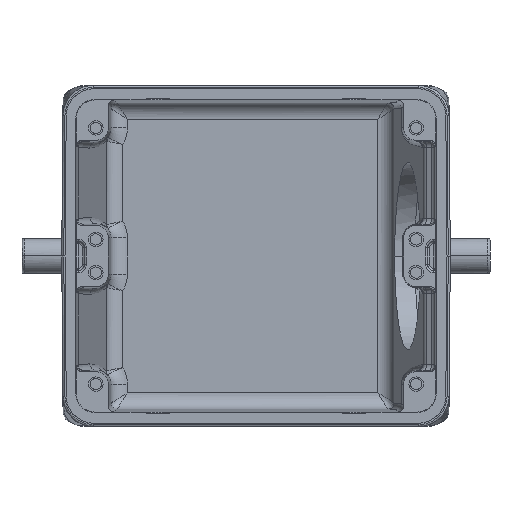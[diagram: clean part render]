
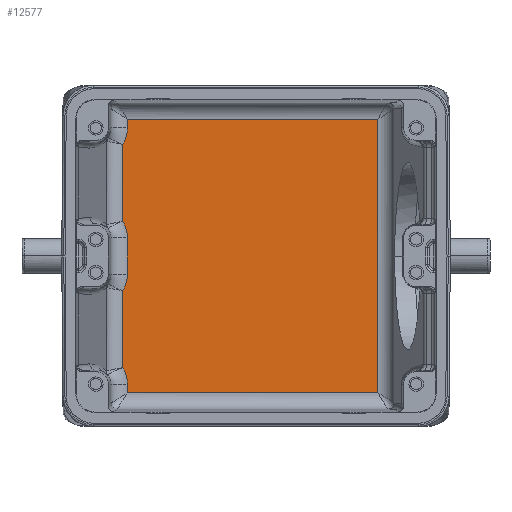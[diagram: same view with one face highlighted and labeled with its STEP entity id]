
A CAD part, front view. The second image highlights one B-rep face of the part: STEP entity #12577.
In plain terms, the highlighted planar face has unit normal (0, -1, 0).
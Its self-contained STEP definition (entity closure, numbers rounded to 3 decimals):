
#2848=DIRECTION('',(0.,0.,-1.));
#2849=VECTOR('',#2848,8.8);
#2850=CARTESIAN_POINT('',(-31.104,40.,4.4));
#2851=LINE('',#2850,#2849);
#3279=DIRECTION('',(1.,0.,0.));
#3280=VECTOR('',#3279,60.552);
#3281=CARTESIAN_POINT('',(-31.104,40.,-33.104));
#3282=LINE('',#3281,#3280);
#3314=DIRECTION('',(0.,0.,-1.));
#3315=VECTOR('',#3314,2.104);
#3316=CARTESIAN_POINT('',(-31.104,40.,-31.));
#3317=LINE('',#3316,#3315);
#3385=DIRECTION('',(0.,0.,-1.));
#3386=VECTOR('',#3385,18.63);
#3387=CARTESIAN_POINT('',(-32.225,40.,-8.385));
#3388=LINE('',#3387,#3386);
#3389=CARTESIAN_POINT('',(-38.75,40.,-31.));
#3390=DIRECTION('',(0.,-1.,0.));
#3391=DIRECTION('',(1.,0.,0.));
#3392=AXIS2_PLACEMENT_3D('',#3389,#3390,#3391);
#3394=CARTESIAN_POINT('',(-38.75,40.,-4.4));
#3395=DIRECTION('',(0.,-1.,0.));
#3396=DIRECTION('',(0.853,0.,-0.521));
#3397=AXIS2_PLACEMENT_3D('',#3394,#3395,#3396);
#3399=CARTESIAN_POINT('',(-38.75,40.,4.4));
#3400=DIRECTION('',(0.,-1.,0.));
#3401=DIRECTION('',(1.,0.,0.));
#3402=AXIS2_PLACEMENT_3D('',#3399,#3400,#3401);
#3404=CARTESIAN_POINT('',(-38.75,40.,31.));
#3405=DIRECTION('',(0.,-1.,0.));
#3406=DIRECTION('',(0.853,0.,-0.521));
#3407=AXIS2_PLACEMENT_3D('',#3404,#3405,#3406);
#3424=DIRECTION('',(-1.,0.,0.));
#3425=VECTOR('',#3424,60.552);
#3426=CARTESIAN_POINT('',(29.448,40.,33.104));
#3427=LINE('',#3426,#3425);
#3457=DIRECTION('',(0.,0.,1.));
#3458=VECTOR('',#3457,66.208);
#3459=CARTESIAN_POINT('',(29.448,40.,-33.104));
#3460=LINE('',#3459,#3458);
#3826=DIRECTION('',(0.,0.,-1.));
#3827=VECTOR('',#3826,2.104);
#3828=CARTESIAN_POINT('',(-31.104,40.,33.104));
#3829=LINE('',#3828,#3827);
#3863=CARTESIAN_POINT('',(-32.225,40.,27.015));
#3977=CARTESIAN_POINT('',(-32.225,40.,8.385));
#4001=DIRECTION('',(0.,0.,-1.));
#4002=VECTOR('',#4001,18.63);
#4003=CARTESIAN_POINT('',(-32.225,40.,27.015));
#4004=LINE('',#4003,#4002);
#7491=VERTEX_POINT('',#3863);
#7492=CARTESIAN_POINT('',(-31.104,40.,31.));
#7493=VERTEX_POINT('',#7492);
#7494=VERTEX_POINT('',#3977);
#7496=CARTESIAN_POINT('',(-31.104,40.,4.4));
#7497=VERTEX_POINT('',#7496);
#7498=CARTESIAN_POINT('',(29.448,40.,33.104));
#7499=CARTESIAN_POINT('',(-31.104,40.,33.104));
#7500=VERTEX_POINT('',#7498);
#7501=VERTEX_POINT('',#7499);
#7502=CARTESIAN_POINT('',(29.448,40.,-33.104));
#7503=VERTEX_POINT('',#7502);
#7504=CARTESIAN_POINT('',(-31.104,40.,-33.104));
#7505=VERTEX_POINT('',#7504);
#7506=CARTESIAN_POINT('',(-31.104,40.,-31.));
#7507=VERTEX_POINT('',#7506);
#7508=CARTESIAN_POINT('',(-32.225,40.,-27.015));
#7509=VERTEX_POINT('',#7508);
#7510=CARTESIAN_POINT('',(-32.225,40.,-8.385));
#7511=VERTEX_POINT('',#7510);
#7512=CARTESIAN_POINT('',(-31.104,40.,-4.4));
#7513=VERTEX_POINT('',#7512);
#12552=CARTESIAN_POINT('',(32.925,40.,-37.75));
#12553=DIRECTION('',(0.,1.,0.));
#12554=DIRECTION('',(-1.,0.,0.));
#12555=AXIS2_PLACEMENT_3D('',#12552,#12553,#12554);
#12556=PLANE('',#12555);
#12558=ORIENTED_EDGE('',*,*,#12557,.F.);
#12560=ORIENTED_EDGE('',*,*,#12559,.F.);
#12561=ORIENTED_EDGE('',*,*,#12310,.F.);
#12562=ORIENTED_EDGE('',*,*,#12433,.F.);
#12563=ORIENTED_EDGE('',*,*,#12449,.T.);
#12564=ORIENTED_EDGE('',*,*,#12547,.F.);
#12565=ORIENTED_EDGE('',*,*,#11617,.T.);
#12566=ORIENTED_EDGE('',*,*,#11600,.F.);
#12568=ORIENTED_EDGE('',*,*,#12567,.T.);
#12570=ORIENTED_EDGE('',*,*,#12569,.F.);
#12572=ORIENTED_EDGE('',*,*,#12571,.T.);
#12574=ORIENTED_EDGE('',*,*,#12573,.F.);
#12575=EDGE_LOOP('',(#12558,#12560,#12561,#12562,#12563,#12564,#12565,#12566,
#12568,#12570,#12572,#12574));
#12576=FACE_OUTER_BOUND('',#12575,.F.);
#12577=ADVANCED_FACE('',(#12576),#12556,.F.);
#3393=CIRCLE('',#3392,7.646);
#3398=CIRCLE('',#3397,7.646);
#3403=CIRCLE('',#3402,7.646);
#3408=CIRCLE('',#3407,7.646);
#11600=EDGE_CURVE('',#7497,#7513,#2851,.T.);
#11617=EDGE_CURVE('',#7511,#7513,#3398,.T.);
#12310=EDGE_CURVE('',#7505,#7503,#3282,.T.);
#12433=EDGE_CURVE('',#7507,#7505,#3317,.T.);
#12449=EDGE_CURVE('',#7507,#7509,#3393,.T.);
#12547=EDGE_CURVE('',#7511,#7509,#3388,.T.);
#12557=EDGE_CURVE('',#7500,#7501,#3427,.T.);
#12559=EDGE_CURVE('',#7503,#7500,#3460,.T.);
#12567=EDGE_CURVE('',#7497,#7494,#3403,.T.);
#12569=EDGE_CURVE('',#7491,#7494,#4004,.T.);
#12571=EDGE_CURVE('',#7491,#7493,#3408,.T.);
#12573=EDGE_CURVE('',#7501,#7493,#3829,.T.);
